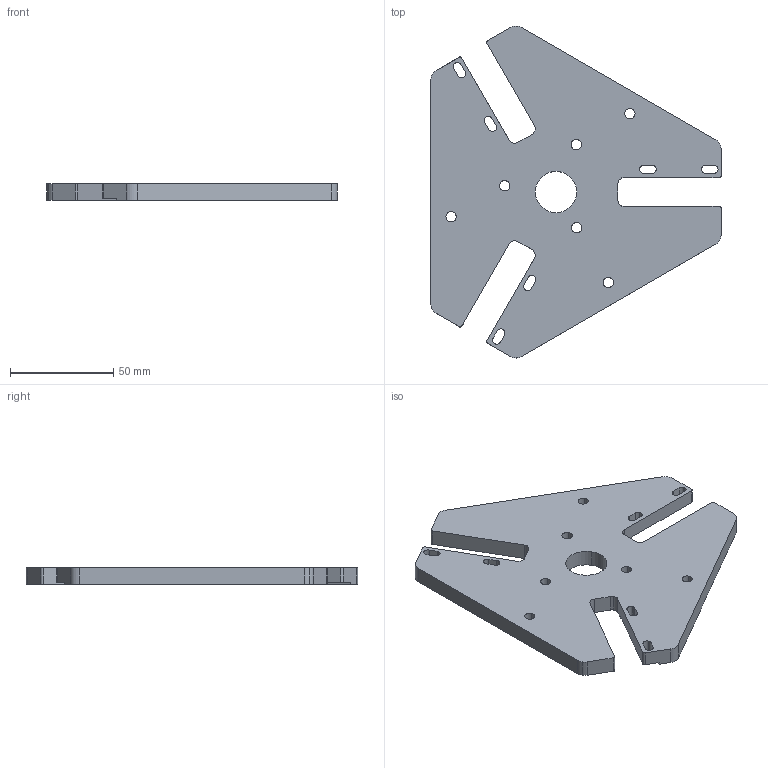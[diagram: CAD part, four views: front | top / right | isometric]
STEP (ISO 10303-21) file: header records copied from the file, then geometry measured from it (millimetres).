
FILE_DESCRIPTION (( 'STEP AP203' ), '1' );
FILE_NAME ('BaseA_Simscape_Default_sldprt.STEP', '2025-03-20T06:41:03', ( '' ), ( '' ), 'SwSTEP 2.0', 'SolidWorks 2022', '' );
FILE_SCHEMA (( 'CONFIG_CONTROL_DESIGN' ));
Length unit declared in the file: millimetre
Products named in the file (1): BaseA_Simscape_Default_sldprt
Bounding box: 140.62 x 160.83 x 8 mm (x, y, z)
Volume: 106675.6 mm3; surface area: 35225.2 mm2
Topology: 1 solids, 1 shells, 102 faces, 300 edges, 200 vertices
Faces by surface type: cylinder 61, plane 41
Entity records: 3575 total; most frequent: DIRECTION 628, CARTESIAN_POINT 603, ORIENTED_EDGE 600, EDGE_CURVE 300, AXIS2_PLACEMENT_3D 225, VERTEX_POINT 200, LINE 178, VECTOR 178
